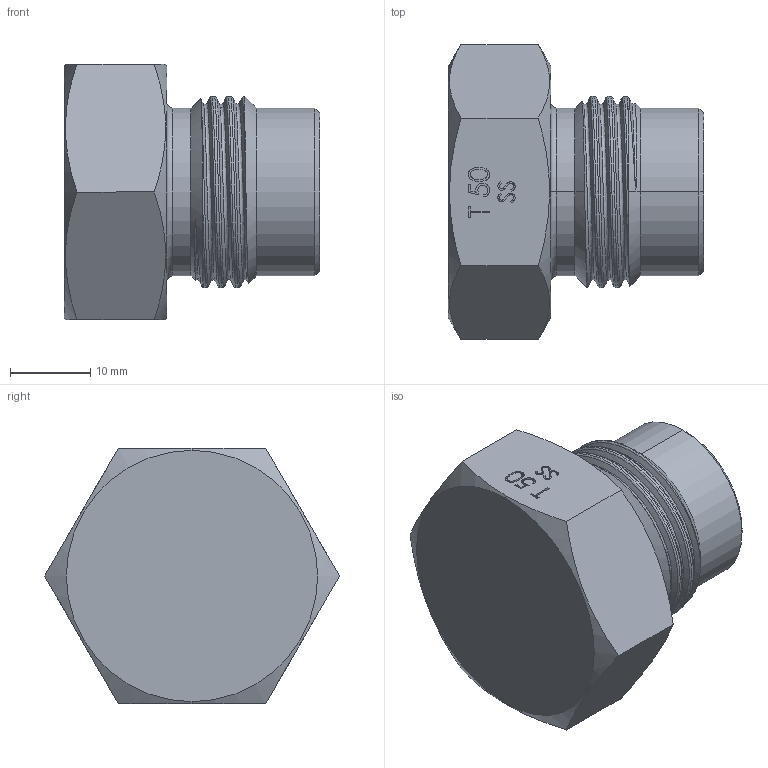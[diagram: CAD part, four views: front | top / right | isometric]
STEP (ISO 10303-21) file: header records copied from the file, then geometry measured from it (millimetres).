
FILE_DESCRIPTION (( 'STEP AP203' ), '1' );
FILE_NAME ('AD-A50MSS-BL.STEP', '2025-08-08T20:05:22', ( '' ), ( '' ), 'SwSTEP 2.0', 'SolidWorks 2018', '' );
FILE_SCHEMA (( 'CONFIG_CONTROL_DESIGN' ));
Length unit declared in the file: inch
Products named in the file (1): AD-A50MSS-BL
Bounding box: 31.75 x 36.66 x 31.75 mm (x, y, z)
Volume: 15124.5 mm3; surface area: 5394.5 mm2
Topology: 1 solids, 1 shells, 119 faces, 312 edges, 202 vertices
Faces by surface type: bspline 52, plane 34, cylinder 17, cone 14, torus 2
Entity records: 9689 total; most frequent: CARTESIAN_POINT 7115, ORIENTED_EDGE 620, DIRECTION 339, EDGE_CURVE 310, VERTEX_POINT 202, VECTOR 137, LINE 137, EDGE_LOOP 128
